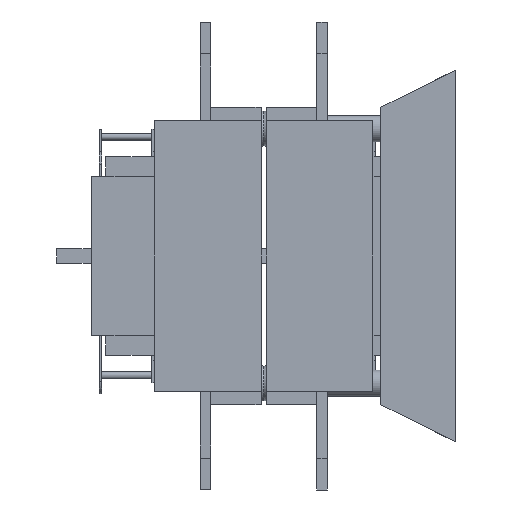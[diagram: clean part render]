
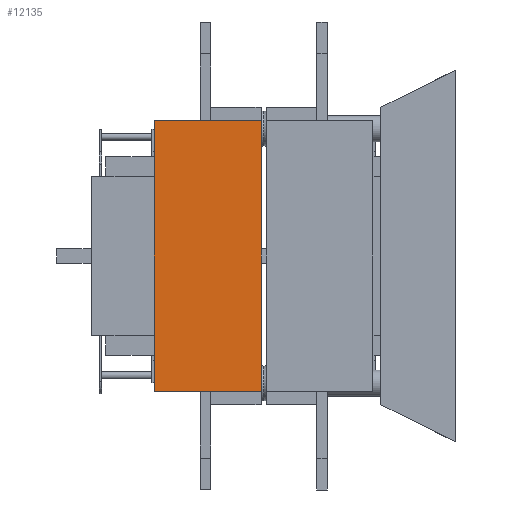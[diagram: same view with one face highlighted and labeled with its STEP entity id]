
A CAD part, left-side view. The second image highlights one B-rep face of the part: STEP entity #12135.
In plain terms, the highlighted planar face has unit normal (-1, 0, 0).
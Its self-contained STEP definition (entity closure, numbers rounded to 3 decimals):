
#1233=CARTESIAN_POINT('',(0.0,0.0,255.0));
#1234=VERTEX_POINT('',#1233);
#1241=CARTESIAN_POINT('',(0.0,0.0,0.0));
#1242=VERTEX_POINT('',#1241);
#1243=CARTESIAN_POINT('',(0.0,0.0,0.0));
#1244=DIRECTION('',(0.0,0.0,1.0));
#1245=VECTOR('',#1244,255.0);
#1246=LINE('',#1243,#1245);
#1247=EDGE_CURVE('',#1242,#1234,#1246,.T.);
#5894=CARTESIAN_POINT('',(0.,100.5,0.0));
#5895=VERTEX_POINT('',#5894);
#5902=CARTESIAN_POINT('',(0.,100.5,255.0));
#5903=VERTEX_POINT('',#5902);
#5904=CARTESIAN_POINT('',(0.,100.5,255.0));
#5905=DIRECTION('',(0.0,0.0,-1.0));
#5906=VECTOR('',#5905,255.0);
#5907=LINE('',#5904,#5906);
#5908=EDGE_CURVE('',#5903,#5895,#5907,.T.);
#11679=CARTESIAN_POINT('',(0.,0.0,255.0));
#11680=DIRECTION('',(0.0,1.0,0.0));
#11681=VECTOR('',#11680,100.5);
#11682=LINE('',#11679,#11681);
#11683=EDGE_CURVE('',#1234,#5903,#11682,.T.);
#11733=CARTESIAN_POINT('',(0.,0.0,0.0));
#11734=DIRECTION('',(0.0,1.0,0.0));
#11735=VECTOR('',#11734,100.5);
#11736=LINE('',#11733,#11735);
#11737=EDGE_CURVE('',#1242,#5895,#11736,.T.);
#12124=CARTESIAN_POINT('',(0.0,0.0,0.0));
#12125=DIRECTION('',(-1.0,0.0,0.0));
#12126=DIRECTION('',(0.0,0.0,1.0));
#12127=AXIS2_PLACEMENT_3D('',#12124,#12125,#12126);
#12128=PLANE('',#12127);
#12129=ORIENTED_EDGE('',*,*,#11683,.T.);
#12130=ORIENTED_EDGE('',*,*,#5908,.T.);
#12131=ORIENTED_EDGE('',*,*,#11737,.F.);
#12132=ORIENTED_EDGE('',*,*,#1247,.T.);
#12133=EDGE_LOOP('',(#12129,#12130,#12131,#12132));
#12134=FACE_OUTER_BOUND('',#12133,.T.);
#12135=ADVANCED_FACE('',(#12134),#12128,.T.);
